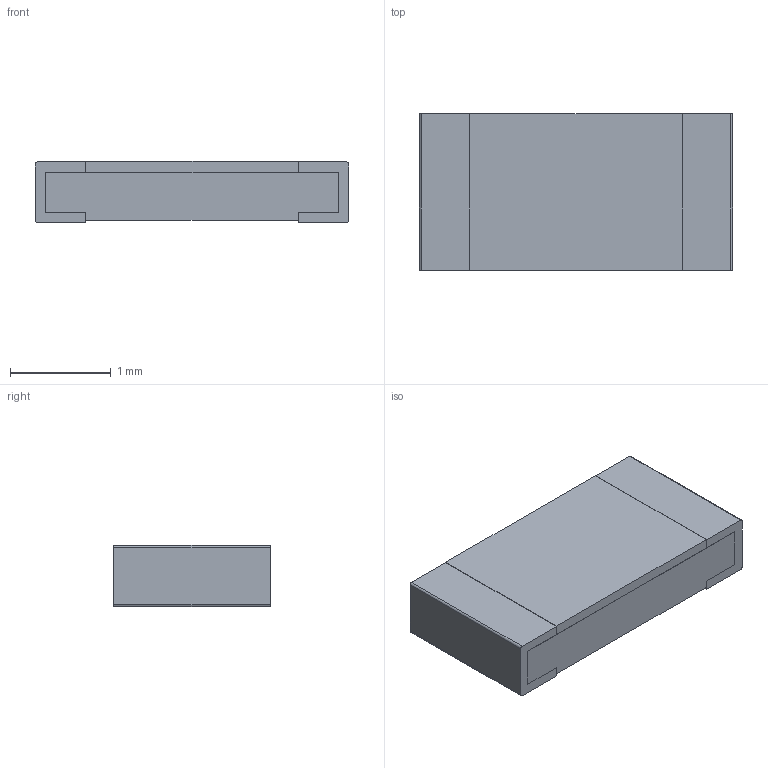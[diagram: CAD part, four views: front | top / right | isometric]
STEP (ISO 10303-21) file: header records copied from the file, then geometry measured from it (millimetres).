
FILE_DESCRIPTION((''),'2;1');
FILE_NAME('FUSC_BOURNS_SF-1206S.stp','2014-11-11T09:42:38',(''),(''),'Mechanical Desktop 2011','Mechanical Desktop 2011',', , ');
FILE_SCHEMA(('AUTOMOTIVE_DESIGN { 1 2 10303 214 1 1 1 1 }'));
Length unit declared in the file: millimetre
Products named in the file (1): Product
Bounding box: 3.1 x 1.55 x 0.6 mm (x, y, z)
Volume: 2.8 mm3; surface area: 30.2 mm2
Topology: 4 solids, 4 shells, 40 faces, 98 edges, 68 vertices
Faces by surface type: plane 22, bspline 14, cylinder 4
Entity records: 1228 total; most frequent: CARTESIAN_POINT 249, ORIENTED_EDGE 192, DIRECTION 159, EDGE_CURVE 96, VECTOR 89, LINE 89, VERTEX_POINT 64, EDGE_LOOP 40
